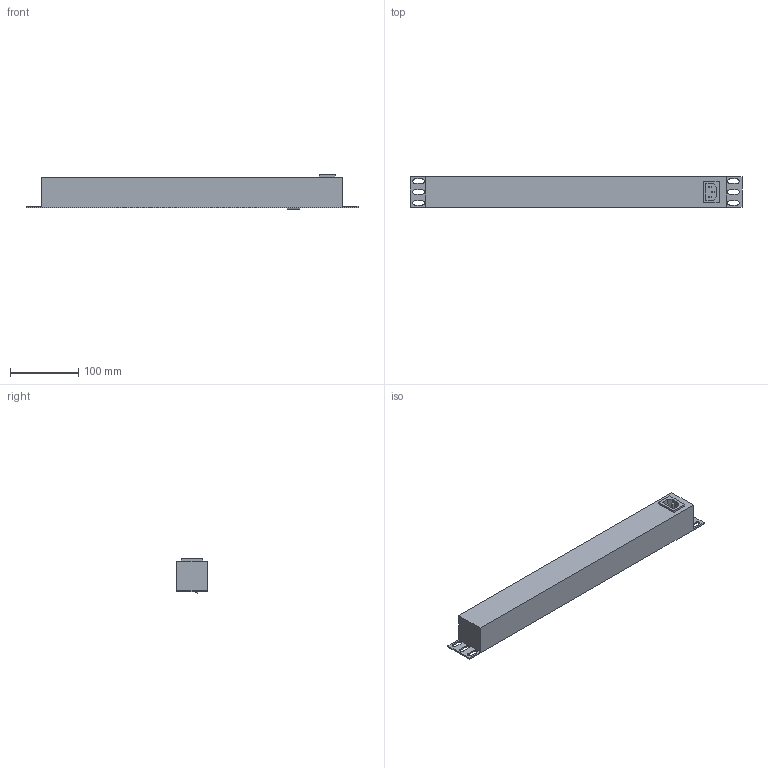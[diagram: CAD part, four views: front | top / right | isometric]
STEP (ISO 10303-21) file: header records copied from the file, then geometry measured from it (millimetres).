
FILE_DESCRIPTION (( 'STEP AP203' ), '1' );
FILE_NAME ('PH12-8D3 ITK PDU 8 ðîçåòîê íåì. ñò, ñ LED âûêë, 1U, áåç øíóðà, âõ. Ñ14.STEP', '2016-09-21T12:05:17', ( '' ), ( '' ), 'SwSTEP 2.0', 'SolidWorks 2014', '' );
FILE_SCHEMA (( 'CONFIG_CONTROL_DESIGN' ));
Length unit declared in the file: millimetre
Products named in the file (1): PH12-8D3 ITK PDU 8 ðîçåòîê íåì. ñò, ñ LED âûêë, 1U, áåç øíóðà, âõ. Ñ14
Bounding box: 487 x 44.45 x 50 mm (x, y, z)
Volume: 715712.7 mm3; surface area: 110832.1 mm2
Topology: 1 solids, 1 shells, 390 faces, 1071 edges, 714 vertices
Faces by surface type: plane 290, cylinder 100
Full cylindrical faces by diameter (mm): 5.5 x16, 39 x8
Entity records: 12296 total; most frequent: CARTESIAN_POINT 2184, ORIENTED_EDGE 2078, DIRECTION 2077, EDGE_CURVE 1039, VECTOR 751, LINE 751, VERTEX_POINT 706, AXIS2_PLACEMENT_3D 663
